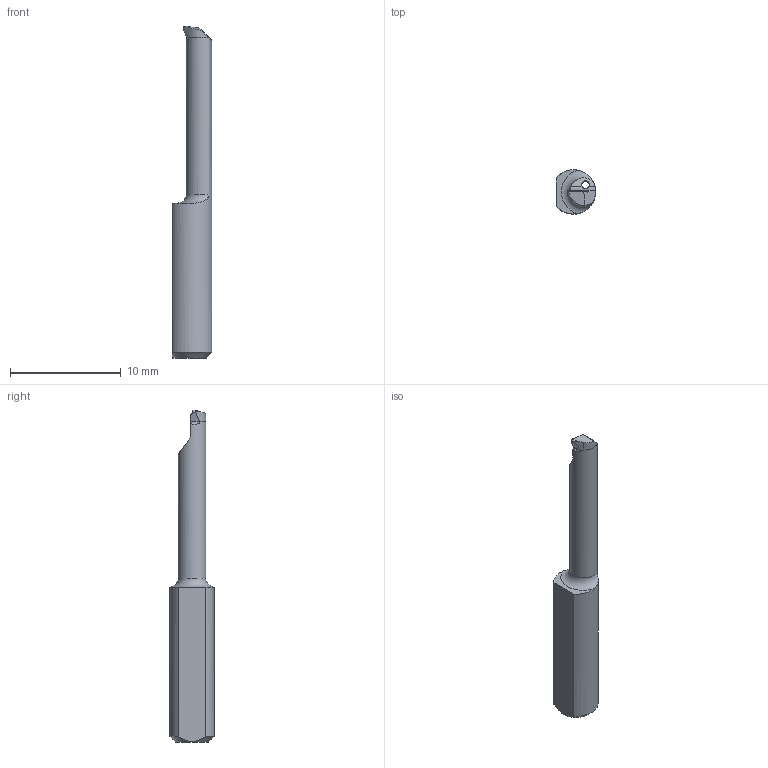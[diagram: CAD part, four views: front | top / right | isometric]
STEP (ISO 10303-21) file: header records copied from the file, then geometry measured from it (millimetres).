
FILE_DESCRIPTION (( 'STEP AP203' ), '1' );
FILE_NAME ('LP50.3-16C.step', '2024-05-16T12:35:13', ( '' ), ( '' ), 'SwSTEP 2.0', 'SolidWorks 2022', '' );
FILE_SCHEMA (( 'CONFIG_CONTROL_DESIGN' ));
Length unit declared in the file: millimetre
Products named in the file (1): LP50.3-16C
Bounding box: 3.55 x 4 x 30 mm (x, y, z)
Volume: 220.8 mm3; surface area: 364.4 mm2
Topology: 1 solids, 1 shells, 23 faces, 65 edges, 42 vertices
Faces by surface type: plane 12, cylinder 6, cone 2, torus 2, bspline 1
Full cylindrical faces by diameter (mm): 0.7 x1
Entity records: 879 total; most frequent: CARTESIAN_POINT 271, ORIENTED_EDGE 122, DIRECTION 98, EDGE_CURVE 61, VERTEX_POINT 40, AXIS2_PLACEMENT_3D 36, VECTOR 26, LINE 26
